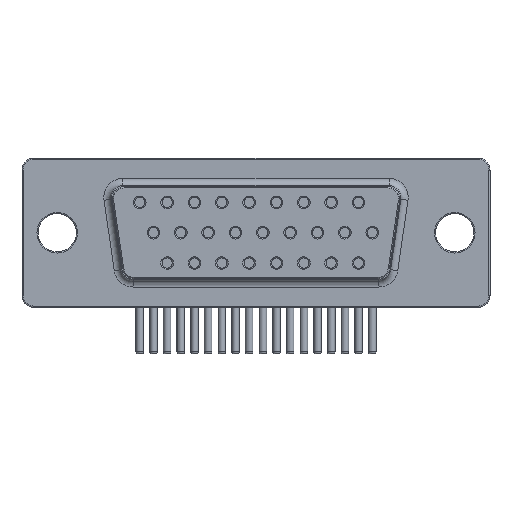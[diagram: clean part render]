
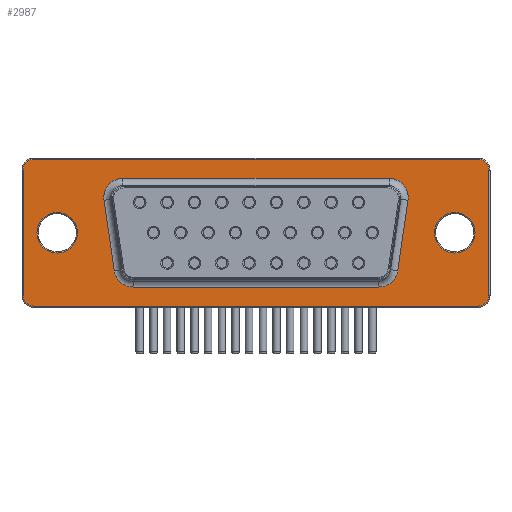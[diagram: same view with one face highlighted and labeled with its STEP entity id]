
A CAD part, front view. The second image highlights one B-rep face of the part: STEP entity #2987.
In plain terms, the highlighted planar face has unit normal (0, -1, 0).
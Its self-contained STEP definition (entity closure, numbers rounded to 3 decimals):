
#2554 = VERTEX_POINT('',#2555);
#2555 = CARTESIAN_POINT('',(-21.316,-14.78,8.97));
#2562 = EDGE_CURVE('',#2554,#2563,#2565,.T.);
#2563 = VERTEX_POINT('',#2564);
#2564 = CARTESIAN_POINT('',(-19.732,-14.78,10.8));
#2565 = CIRCLE('',#2566,1.6);
#2566 = AXIS2_PLACEMENT_3D('',#2567,#2568,#2569);
#2567 = CARTESIAN_POINT('',(-19.732,-14.78,9.2));
#2568 = DIRECTION('',(0.,1.,0.));
#2569 = DIRECTION('',(-0.99,0.,
-0.143));
#2590 = VERTEX_POINT('',#2591);
#2591 = CARTESIAN_POINT('',(2.557,-14.78,10.8));
#2598 = EDGE_CURVE('',#2563,#2590,#2599,.T.);
#2599 = LINE('',#2600,#2601);
#2600 = CARTESIAN_POINT('',(-19.732,-14.78,10.8));
#2601 = VECTOR('',#2602,1.);
#2602 = DIRECTION('',(1.,0.,0.));
#2613 = VERTEX_POINT('',#2614);
#2614 = CARTESIAN_POINT('',(-20.46,-14.78,3.07));
#2623 = EDGE_CURVE('',#2613,#2554,#2624,.T.);
#2624 = LINE('',#2625,#2626);
#2625 = CARTESIAN_POINT('',(-20.46,-14.78,3.07));
#2626 = VECTOR('',#2627,1.);
#2627 = DIRECTION('',(-0.143,0.,0.99)
);
#2638 = EDGE_CURVE('',#2590,#2639,#2641,.T.);
#2639 = VERTEX_POINT('',#2640);
#2640 = CARTESIAN_POINT('',(4.141,-14.78,8.97));
#2641 = CIRCLE('',#2642,1.6);
#2642 = AXIS2_PLACEMENT_3D('',#2643,#2644,#2645);
#2643 = CARTESIAN_POINT('',(2.557,-14.78,9.2));
#2644 = DIRECTION('',(0.,1.,0.));
#2645 = DIRECTION('',(0.,0.,1.));
#2664 = VERTEX_POINT('',#2665);
#2665 = CARTESIAN_POINT('',(-18.877,-14.78,1.7));
#2672 = EDGE_CURVE('',#2664,#2613,#2673,.T.);
#2673 = CIRCLE('',#2674,1.6);
#2674 = AXIS2_PLACEMENT_3D('',#2675,#2676,#2677);
#2675 = CARTESIAN_POINT('',(-18.877,-14.78,3.3));
#2676 = DIRECTION('',(0.,1.,0.));
#2677 = DIRECTION('',(0.,0.,-1.));
#2692 = VERTEX_POINT('',#2693);
#2693 = CARTESIAN_POINT('',(3.285,-14.78,3.07));
#2700 = EDGE_CURVE('',#2639,#2692,#2701,.T.);
#2701 = LINE('',#2702,#2703);
#2702 = CARTESIAN_POINT('',(4.141,-14.78,8.97));
#2703 = VECTOR('',#2704,1.);
#2704 = DIRECTION('',(-0.143,0.,
-0.99));
#2715 = VERTEX_POINT('',#2716);
#2716 = CARTESIAN_POINT('',(1.702,-14.78,1.7));
#2725 = EDGE_CURVE('',#2715,#2664,#2726,.T.);
#2726 = LINE('',#2727,#2728);
#2727 = CARTESIAN_POINT('',(1.702,-14.78,1.7));
#2728 = VECTOR('',#2729,1.);
#2729 = DIRECTION('',(-1.,0.,0.));
#2740 = EDGE_CURVE('',#2692,#2715,#2741,.T.);
#2741 = CIRCLE('',#2742,1.6);
#2742 = AXIS2_PLACEMENT_3D('',#2743,#2744,#2745);
#2743 = CARTESIAN_POINT('',(1.702,-14.78,3.3));
#2744 = DIRECTION('',(0.,1.,0.));
#2745 = DIRECTION('',(0.99,0.,-0.143
));
#2987 = ADVANCED_FACE('',(#2988,#2998,#3068,#3079),#3090,.T.);
#2988 = FACE_BOUND('',#2989,.T.);
#2989 = EDGE_LOOP('',(#2990,#2991,#2992,#2993,#2994,#2995,#2996,#2997));
#2990 = ORIENTED_EDGE('',*,*,#2598,.T.);
#2991 = ORIENTED_EDGE('',*,*,#2638,.T.);
#2992 = ORIENTED_EDGE('',*,*,#2700,.T.);
#2993 = ORIENTED_EDGE('',*,*,#2740,.T.);
#2994 = ORIENTED_EDGE('',*,*,#2725,.T.);
#2995 = ORIENTED_EDGE('',*,*,#2672,.T.);
#2996 = ORIENTED_EDGE('',*,*,#2623,.T.);
#2997 = ORIENTED_EDGE('',*,*,#2562,.T.);
#2998 = FACE_BOUND('',#2999,.T.);
#2999 = EDGE_LOOP('',(#3000,#3010,#3019,#3027,#3036,#3044,#3053,#3061));
#3000 = ORIENTED_EDGE('',*,*,#3001,.T.);
#3001 = EDGE_CURVE('',#3002,#3004,#3006,.T.);
#3002 = VERTEX_POINT('',#3003);
#3003 = CARTESIAN_POINT('',(10.013,-14.78,12.4));
#3004 = VERTEX_POINT('',#3005);
#3005 = CARTESIAN_POINT('',(-27.188,-14.78,12.4));
#3006 = LINE('',#3007,#3008);
#3007 = CARTESIAN_POINT('',(10.013,-14.78,12.4));
#3008 = VECTOR('',#3009,1.);
#3009 = DIRECTION('',(-1.,0.,0.));
#3010 = ORIENTED_EDGE('',*,*,#3011,.T.);
#3011 = EDGE_CURVE('',#3004,#3012,#3014,.T.);
#3012 = VERTEX_POINT('',#3013);
#3013 = CARTESIAN_POINT('',(-28.088,-14.78,11.5));
#3014 = CIRCLE('',#3015,0.9);
#3015 = AXIS2_PLACEMENT_3D('',#3016,#3017,#3018);
#3016 = CARTESIAN_POINT('',(-27.188,-14.78,11.5));
#3017 = DIRECTION('',(0.,-1.,0.));
#3018 = DIRECTION('',(0.,0.,1.));
#3019 = ORIENTED_EDGE('',*,*,#3020,.T.);
#3020 = EDGE_CURVE('',#3012,#3021,#3023,.T.);
#3021 = VERTEX_POINT('',#3022);
#3022 = CARTESIAN_POINT('',(-28.088,-14.78,1.));
#3023 = LINE('',#3024,#3025);
#3024 = CARTESIAN_POINT('',(-28.088,-14.78,11.5));
#3025 = VECTOR('',#3026,1.);
#3026 = DIRECTION('',(0.,0.,-1.));
#3027 = ORIENTED_EDGE('',*,*,#3028,.T.);
#3028 = EDGE_CURVE('',#3021,#3029,#3031,.T.);
#3029 = VERTEX_POINT('',#3030);
#3030 = CARTESIAN_POINT('',(-27.188,-14.78,0.1));
#3031 = CIRCLE('',#3032,0.9);
#3032 = AXIS2_PLACEMENT_3D('',#3033,#3034,#3035);
#3033 = CARTESIAN_POINT('',(-27.188,-14.78,1.));
#3034 = DIRECTION('',(0.,-1.,0.));
#3035 = DIRECTION('',(-1.,0.,0.));
#3036 = ORIENTED_EDGE('',*,*,#3037,.T.);
#3037 = EDGE_CURVE('',#3029,#3038,#3040,.T.);
#3038 = VERTEX_POINT('',#3039);
#3039 = CARTESIAN_POINT('',(10.013,-14.78,0.1));
#3040 = LINE('',#3041,#3042);
#3041 = CARTESIAN_POINT('',(-27.188,-14.78,0.1));
#3042 = VECTOR('',#3043,1.);
#3043 = DIRECTION('',(1.,0.,0.));
#3044 = ORIENTED_EDGE('',*,*,#3045,.T.);
#3045 = EDGE_CURVE('',#3038,#3046,#3048,.T.);
#3046 = VERTEX_POINT('',#3047);
#3047 = CARTESIAN_POINT('',(10.913,-14.78,1.));
#3048 = CIRCLE('',#3049,0.9);
#3049 = AXIS2_PLACEMENT_3D('',#3050,#3051,#3052);
#3050 = CARTESIAN_POINT('',(10.013,-14.78,1.));
#3051 = DIRECTION('',(0.,-1.,0.));
#3052 = DIRECTION('',(0.,0.,-1.));
#3053 = ORIENTED_EDGE('',*,*,#3054,.T.);
#3054 = EDGE_CURVE('',#3046,#3055,#3057,.T.);
#3055 = VERTEX_POINT('',#3056);
#3056 = CARTESIAN_POINT('',(10.913,-14.78,11.5));
#3057 = LINE('',#3058,#3059);
#3058 = CARTESIAN_POINT('',(10.913,-14.78,1.));
#3059 = VECTOR('',#3060,1.);
#3060 = DIRECTION('',(0.,0.,1.));
#3061 = ORIENTED_EDGE('',*,*,#3062,.T.);
#3062 = EDGE_CURVE('',#3055,#3002,#3063,.T.);
#3063 = CIRCLE('',#3064,0.9);
#3064 = AXIS2_PLACEMENT_3D('',#3065,#3066,#3067);
#3065 = CARTESIAN_POINT('',(10.013,-14.78,11.5));
#3066 = DIRECTION('',(0.,-1.,0.));
#3067 = DIRECTION('',(1.,0.,0.));
#3068 = FACE_BOUND('',#3069,.T.);
#3069 = EDGE_LOOP('',(#3070));
#3070 = ORIENTED_EDGE('',*,*,#3071,.F.);
#3071 = EDGE_CURVE('',#3072,#3072,#3074,.T.);
#3072 = VERTEX_POINT('',#3073);
#3073 = CARTESIAN_POINT('',(-23.538,-14.78,6.25));
#3074 = CIRCLE('',#3075,1.7);
#3075 = AXIS2_PLACEMENT_3D('',#3076,#3077,#3078);
#3076 = CARTESIAN_POINT('',(-25.238,-14.78,6.25));
#3077 = DIRECTION('',(0.,-1.,0.));
#3078 = DIRECTION('',(1.,0.,0.));
#3079 = FACE_BOUND('',#3080,.T.);
#3080 = EDGE_LOOP('',(#3081));
#3081 = ORIENTED_EDGE('',*,*,#3082,.F.);
#3082 = EDGE_CURVE('',#3083,#3083,#3085,.T.);
#3083 = VERTEX_POINT('',#3084);
#3084 = CARTESIAN_POINT('',(9.763,-14.78,6.25));
#3085 = CIRCLE('',#3086,1.7);
#3086 = AXIS2_PLACEMENT_3D('',#3087,#3088,#3089);
#3087 = CARTESIAN_POINT('',(8.063,-14.78,6.25));
#3088 = DIRECTION('',(0.,-1.,0.));
#3089 = DIRECTION('',(1.,0.,0.));
#3090 = PLANE('',#3091);
#3091 = AXIS2_PLACEMENT_3D('',#3092,#3093,#3094);
#3092 = CARTESIAN_POINT('',(-8.588,-14.78,6.25));
#3093 = DIRECTION('',(0.,-1.,0.));
#3094 = DIRECTION('',(1.,0.,0.));
